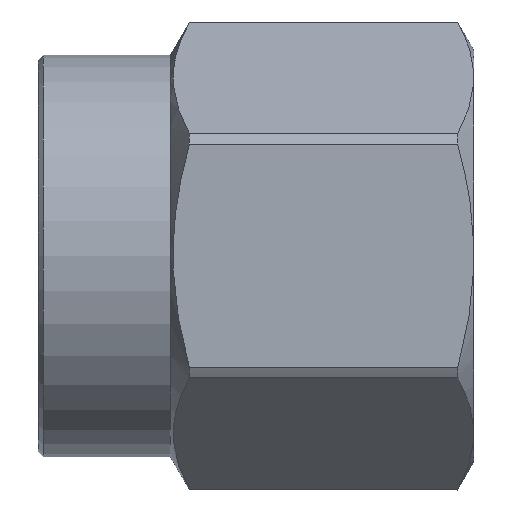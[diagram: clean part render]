
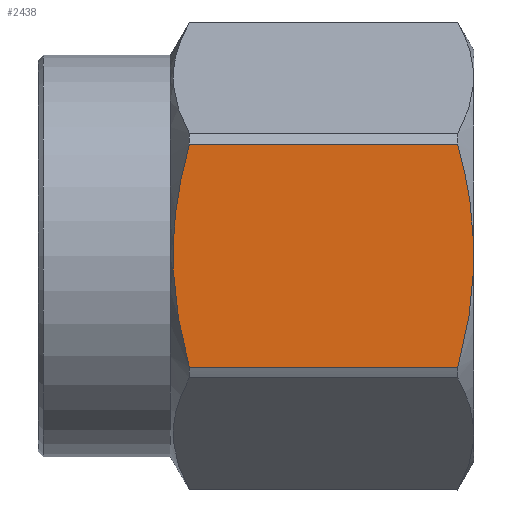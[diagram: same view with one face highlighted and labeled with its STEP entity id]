
A CAD part, top view. The second image highlights one B-rep face of the part: STEP entity #2438.
In plain terms, the highlighted planar face has unit normal (0, 0, 1).
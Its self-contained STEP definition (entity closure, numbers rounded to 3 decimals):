
#214=DIRECTION('',(0.,1.,0.));
#215=VECTOR('',#214,0.398);
#216=CARTESIAN_POINT('',(8.38,-0.199,3.955));
#217=LINE('',#216,#215);
#261=CARTESIAN_POINT('',(8.38,0.199,3.955));
#262=CARTESIAN_POINT('',(8.376,0.354,3.955));
#263=CARTESIAN_POINT('',(8.356,0.666,3.955));
#264=CARTESIAN_POINT('',(8.29,1.171,3.955));
#265=CARTESIAN_POINT('',(8.201,1.631,3.955));
#266=CARTESIAN_POINT('',(8.116,1.973,3.955));
#267=CARTESIAN_POINT('',(8.068,2.147,3.955));
#295=CARTESIAN_POINT('',(8.068,-2.147,3.955));
#296=CARTESIAN_POINT('',(8.116,-1.973,3.955));
#297=CARTESIAN_POINT('',(8.201,-1.631,3.955));
#298=CARTESIAN_POINT('',(8.29,-1.171,3.955));
#299=CARTESIAN_POINT('',(8.356,-0.666,3.955));
#300=CARTESIAN_POINT('',(8.376,-0.354,3.955));
#301=CARTESIAN_POINT('',(8.38,-0.199,3.955));
#422=CARTESIAN_POINT('',(2.91,2.147,3.955));
#423=CARTESIAN_POINT('',(2.858,1.959,3.955));
#424=CARTESIAN_POINT('',(2.767,1.589,3.955));
#425=CARTESIAN_POINT('',(2.669,1.057,3.955));
#426=CARTESIAN_POINT('',(2.608,0.528,3.955));
#427=CARTESIAN_POINT('',(2.588,0.,3.955));
#428=CARTESIAN_POINT('',(2.608,-0.528,3.955));
#429=CARTESIAN_POINT('',(2.669,-1.057,3.955));
#430=CARTESIAN_POINT('',(2.767,-1.589,3.955));
#431=CARTESIAN_POINT('',(2.858,-1.959,3.955));
#432=CARTESIAN_POINT('',(2.91,-2.147,3.955));
#439=DIRECTION('',(-1.,0.,0.));
#440=VECTOR('',#439,5.159);
#441=CARTESIAN_POINT('',(8.068,2.147,3.955));
#442=LINE('',#441,#440);
#451=DIRECTION('',(1.,0.,0.));
#452=VECTOR('',#451,5.159);
#453=CARTESIAN_POINT('',(2.91,-2.147,3.955));
#454=LINE('',#453,#452);
#2025=CARTESIAN_POINT('',(8.38,-0.199,
3.955));
#2026=VERTEX_POINT('',#2025);
#2027=CARTESIAN_POINT('',(8.38,0.199,3.955));
#2028=VERTEX_POINT('',#2027);
#2040=VERTEX_POINT('',#267);
#2041=VERTEX_POINT('',#295);
#2042=CARTESIAN_POINT('',(2.91,-2.147,3.955));
#2043=VERTEX_POINT('',#2042);
#2044=VERTEX_POINT('',#422);
#2421=CARTESIAN_POINT('',(8.38,-2.283,3.955));
#2422=DIRECTION('',(0.,0.,-1.));
#2423=DIRECTION('',(0.,1.,0.));
#2424=AXIS2_PLACEMENT_3D('',#2421,#2422,#2423);
#2425=PLANE('',#2424);
#2426=ORIENTED_EDGE('',*,*,#2413,.F.);
#2427=ORIENTED_EDGE('',*,*,#2348,.F.);
#2429=ORIENTED_EDGE('',*,*,#2428,.F.);
#2431=ORIENTED_EDGE('',*,*,#2430,.F.);
#2433=ORIENTED_EDGE('',*,*,#2432,.F.);
#2435=ORIENTED_EDGE('',*,*,#2434,.F.);
#2436=EDGE_LOOP('',(#2426,#2427,#2429,#2431,#2433,#2435));
#2437=FACE_OUTER_BOUND('',#2436,.F.);
#2438=ADVANCED_FACE('',(#2437),#2425,.F.);
#268=B_SPLINE_CURVE_WITH_KNOTS('',3,(#261,#262,#263,#264,#265,#266,#267),
.UNSPECIFIED.,.F.,.F.,(4,1,1,1,4),(0.,0.25,0.5,0.75,1.),
.UNSPECIFIED.);
#302=B_SPLINE_CURVE_WITH_KNOTS('',3,(#295,#296,#297,#298,#299,#300,#301),
.UNSPECIFIED.,.F.,.F.,(4,1,1,1,4),(0.,0.25,0.5,0.75,1.),
.UNSPECIFIED.);
#433=B_SPLINE_CURVE_WITH_KNOTS('',3,(#422,#423,#424,#425,#426,#427,#428,#429,
#430,#431,#432),.UNSPECIFIED.,.F.,.F.,(4,1,1,1,1,1,1,1,4),(0.,0.125,0.25,
0.375,0.5,0.625,0.75,0.875,1.),.UNSPECIFIED.);
#2348=EDGE_CURVE('',#2026,#2028,#217,.T.);
#2413=EDGE_CURVE('',#2028,#2040,#268,.T.);
#2428=EDGE_CURVE('',#2041,#2026,#302,.T.);
#2430=EDGE_CURVE('',#2043,#2041,#454,.T.);
#2432=EDGE_CURVE('',#2044,#2043,#433,.T.);
#2434=EDGE_CURVE('',#2040,#2044,#442,.T.);
